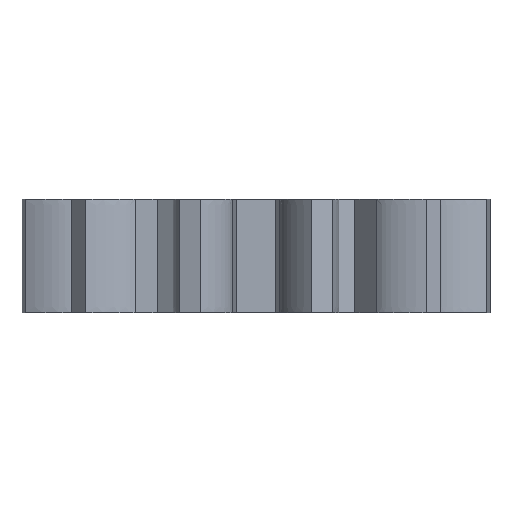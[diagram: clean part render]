
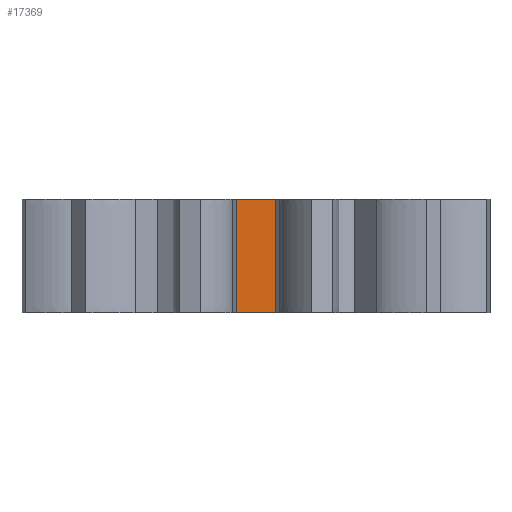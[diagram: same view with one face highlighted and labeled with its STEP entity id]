
A CAD part, left-side view. The second image highlights one B-rep face of the part: STEP entity #17369.
In plain terms, the highlighted face is a extrusion surface.
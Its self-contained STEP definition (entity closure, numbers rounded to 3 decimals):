
#93 = PLANE('',#94);
#94 = AXIS2_PLACEMENT_3D('',#95,#96,#97);
#95 = CARTESIAN_POINT('',(0.,0.,3.125)
  );
#96 = DIRECTION('',(0.,0.,1.));
#97 = DIRECTION('',(1.,0.,0.));
#168 = PLANE('',#169);
#169 = AXIS2_PLACEMENT_3D('',#170,#171,#172);
#170 = CARTESIAN_POINT('',(0.,0.,0.));
#171 = DIRECTION('',(0.,0.,1.));
#172 = DIRECTION('',(1.,0.,0.));
#1899 = VERTEX_POINT('',#1900);
#1900 = CARTESIAN_POINT('',(-4.215,0.542,0.));
#1912 = SURFACE_OF_LINEAR_EXTRUSION('',#1913,#1916);
#1913 = B_SPLINE_CURVE_WITH_KNOTS('',1,(#1914,#1915),.UNSPECIFIED.,.F.,
  .F.,(2,2),(0.,0.918),.PIECEWISE_BEZIER_KNOTS.);
#1914 = CARTESIAN_POINT('',(-5.126,0.659,0.));
#1915 = CARTESIAN_POINT('',(-4.215,0.542,0.));
#1916 = VECTOR('',#1917,1.);
#1917 = DIRECTION('',(-0.,-0.,-1.));
#1925 = EDGE_CURVE('',#1899,#1926,#1928,.T.);
#1926 = VERTEX_POINT('',#1927);
#1927 = CARTESIAN_POINT('',(-4.215,-0.542,0.));
#1928 = SURFACE_CURVE('',#1929,(#1932,#1938),.PCURVE_S1.);
#1929 = B_SPLINE_CURVE_WITH_KNOTS('',1,(#1930,#1931),.UNSPECIFIED.,.F.,
  .F.,(2,2),(0.,1.084),.PIECEWISE_BEZIER_KNOTS.);
#1930 = CARTESIAN_POINT('',(-4.215,0.542,0.));
#1931 = CARTESIAN_POINT('',(-4.215,-0.542,0.));
#1932 = PCURVE('',#168,#1933);
#1933 = DEFINITIONAL_REPRESENTATION('',(#1934),#1937);
#1934 = B_SPLINE_CURVE_WITH_KNOTS('',1,(#1935,#1936),.UNSPECIFIED.,.F.,
  .F.,(2,2),(0.,1.084),.PIECEWISE_BEZIER_KNOTS.);
#1935 = CARTESIAN_POINT('',(-4.215,0.542));
#1936 = CARTESIAN_POINT('',(-4.215,-0.542));
#1937 = ( GEOMETRIC_REPRESENTATION_CONTEXT(2) 
PARAMETRIC_REPRESENTATION_CONTEXT() REPRESENTATION_CONTEXT('2D SPACE',''
  ) );
#1938 = PCURVE('',#1939,#1945);
#1939 = SURFACE_OF_LINEAR_EXTRUSION('',#1940,#1943);
#1940 = B_SPLINE_CURVE_WITH_KNOTS('',1,(#1941,#1942),.UNSPECIFIED.,.F.,
  .F.,(2,2),(0.,1.084),.PIECEWISE_BEZIER_KNOTS.);
#1941 = CARTESIAN_POINT('',(-4.215,0.542,0.));
#1942 = CARTESIAN_POINT('',(-4.215,-0.542,0.));
#1943 = VECTOR('',#1944,1.);
#1944 = DIRECTION('',(-0.,-0.,-1.));
#1945 = DEFINITIONAL_REPRESENTATION('',(#1946),#1950);
#1946 = LINE('',#1947,#1948);
#1947 = CARTESIAN_POINT('',(0.,0.));
#1948 = VECTOR('',#1949,1.);
#1949 = DIRECTION('',(1.,0.));
#1950 = ( GEOMETRIC_REPRESENTATION_CONTEXT(2) 
PARAMETRIC_REPRESENTATION_CONTEXT() REPRESENTATION_CONTEXT('2D SPACE',''
  ) );
#1966 = SURFACE_OF_LINEAR_EXTRUSION('',#1967,#1970);
#1967 = B_SPLINE_CURVE_WITH_KNOTS('',1,(#1968,#1969),.UNSPECIFIED.,.F.,
  .F.,(2,2),(0.,0.918),.PIECEWISE_BEZIER_KNOTS.);
#1968 = CARTESIAN_POINT('',(-4.215,-0.542,0.));
#1969 = CARTESIAN_POINT('',(-5.126,-0.659,0.));
#1970 = VECTOR('',#1971,1.);
#1971 = DIRECTION('',(-0.,-0.,-1.));
#4455 = VERTEX_POINT('',#4456);
#4456 = CARTESIAN_POINT('',(-4.215,0.542,3.125));
#4475 = EDGE_CURVE('',#4455,#4476,#4478,.T.);
#4476 = VERTEX_POINT('',#4477);
#4477 = CARTESIAN_POINT('',(-4.215,-0.542,3.125));
#4478 = SURFACE_CURVE('',#4479,(#4482,#4488),.PCURVE_S1.);
#4479 = B_SPLINE_CURVE_WITH_KNOTS('',1,(#4480,#4481),.UNSPECIFIED.,.F.,
  .F.,(2,2),(0.,1.084),.PIECEWISE_BEZIER_KNOTS.);
#4480 = CARTESIAN_POINT('',(-4.215,0.542,3.125));
#4481 = CARTESIAN_POINT('',(-4.215,-0.542,3.125));
#4482 = PCURVE('',#93,#4483);
#4483 = DEFINITIONAL_REPRESENTATION('',(#4484),#4487);
#4484 = B_SPLINE_CURVE_WITH_KNOTS('',1,(#4485,#4486),.UNSPECIFIED.,.F.,
  .F.,(2,2),(0.,1.084),.PIECEWISE_BEZIER_KNOTS.);
#4485 = CARTESIAN_POINT('',(-4.215,0.542));
#4486 = CARTESIAN_POINT('',(-4.215,-0.542));
#4487 = ( GEOMETRIC_REPRESENTATION_CONTEXT(2) 
PARAMETRIC_REPRESENTATION_CONTEXT() REPRESENTATION_CONTEXT('2D SPACE',''
  ) );
#4488 = PCURVE('',#1939,#4489);
#4489 = DEFINITIONAL_REPRESENTATION('',(#4490),#4494);
#4490 = LINE('',#4491,#4492);
#4491 = CARTESIAN_POINT('',(0.,-3.125));
#4492 = VECTOR('',#4493,1.);
#4493 = DIRECTION('',(1.,0.));
#4494 = ( GEOMETRIC_REPRESENTATION_CONTEXT(2) 
PARAMETRIC_REPRESENTATION_CONTEXT() REPRESENTATION_CONTEXT('2D SPACE',''
  ) );
#17319 = EDGE_CURVE('',#1926,#4476,#17320,.T.);
#17320 = SURFACE_CURVE('',#17321,(#17325,#17332),.PCURVE_S1.);
#17321 = LINE('',#17322,#17323);
#17322 = CARTESIAN_POINT('',(-4.215,-0.542,0.));
#17323 = VECTOR('',#17324,1.);
#17324 = DIRECTION('',(0.,0.,1.));
#17325 = PCURVE('',#1966,#17326);
#17326 = DEFINITIONAL_REPRESENTATION('',(#17327),#17331);
#17327 = LINE('',#17328,#17329);
#17328 = CARTESIAN_POINT('',(0.,0.));
#17329 = VECTOR('',#17330,1.);
#17330 = DIRECTION('',(0.,-1.));
#17331 = ( GEOMETRIC_REPRESENTATION_CONTEXT(2) 
PARAMETRIC_REPRESENTATION_CONTEXT() REPRESENTATION_CONTEXT('2D SPACE',''
  ) );
#17332 = PCURVE('',#1939,#17333);
#17333 = DEFINITIONAL_REPRESENTATION('',(#17334),#17338);
#17334 = LINE('',#17335,#17336);
#17335 = CARTESIAN_POINT('',(1.084,0.));
#17336 = VECTOR('',#17337,1.);
#17337 = DIRECTION('',(0.,-1.));
#17338 = ( GEOMETRIC_REPRESENTATION_CONTEXT(2) 
PARAMETRIC_REPRESENTATION_CONTEXT() REPRESENTATION_CONTEXT('2D SPACE',''
  ) );
#17348 = EDGE_CURVE('',#1899,#4455,#17349,.T.);
#17349 = SURFACE_CURVE('',#17350,(#17354,#17361),.PCURVE_S1.);
#17350 = LINE('',#17351,#17352);
#17351 = CARTESIAN_POINT('',(-4.215,0.542,0.));
#17352 = VECTOR('',#17353,1.);
#17353 = DIRECTION('',(0.,0.,1.));
#17354 = PCURVE('',#1912,#17355);
#17355 = DEFINITIONAL_REPRESENTATION('',(#17356),#17360);
#17356 = LINE('',#17357,#17358);
#17357 = CARTESIAN_POINT('',(0.918,0.));
#17358 = VECTOR('',#17359,1.);
#17359 = DIRECTION('',(0.,-1.));
#17360 = ( GEOMETRIC_REPRESENTATION_CONTEXT(2) 
PARAMETRIC_REPRESENTATION_CONTEXT() REPRESENTATION_CONTEXT('2D SPACE',''
  ) );
#17361 = PCURVE('',#1939,#17362);
#17362 = DEFINITIONAL_REPRESENTATION('',(#17363),#17367);
#17363 = LINE('',#17364,#17365);
#17364 = CARTESIAN_POINT('',(0.,0.));
#17365 = VECTOR('',#17366,1.);
#17366 = DIRECTION('',(0.,-1.));
#17367 = ( GEOMETRIC_REPRESENTATION_CONTEXT(2) 
PARAMETRIC_REPRESENTATION_CONTEXT() REPRESENTATION_CONTEXT('2D SPACE',''
  ) );
#17369 = ADVANCED_FACE('',(#17370),#1939,.F.);
#17370 = FACE_BOUND('',#17371,.F.);
#17371 = EDGE_LOOP('',(#17372,#17373,#17374,#17375));
#17372 = ORIENTED_EDGE('',*,*,#17348,.T.);
#17373 = ORIENTED_EDGE('',*,*,#4475,.T.);
#17374 = ORIENTED_EDGE('',*,*,#17319,.F.);
#17375 = ORIENTED_EDGE('',*,*,#1925,.F.);
